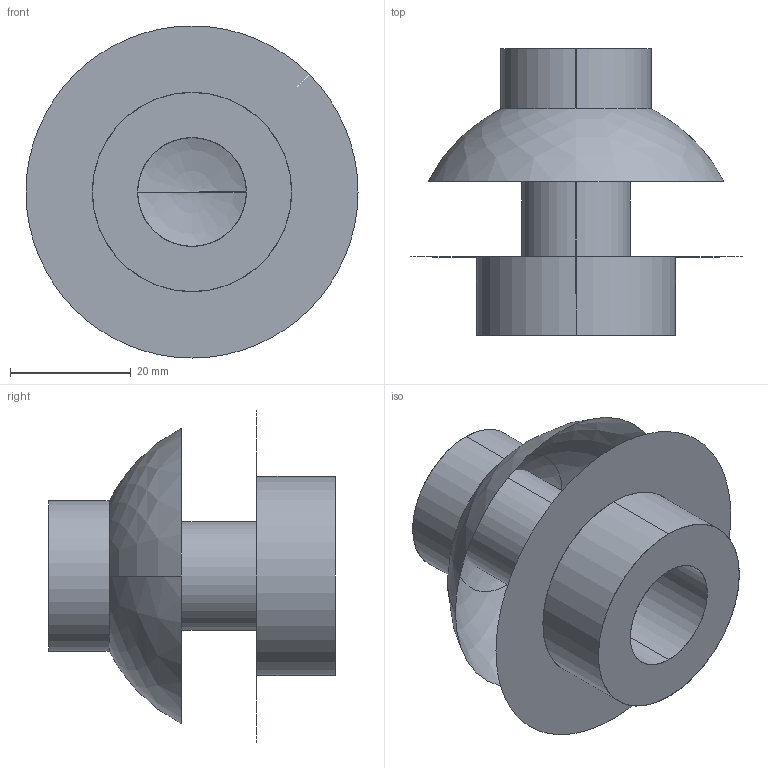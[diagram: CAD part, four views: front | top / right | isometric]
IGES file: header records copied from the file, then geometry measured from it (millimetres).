
Start section: SolidWorks IGES file using analytic representation for surfaces
Global section: file name: pièce_ressort1_igs.IGS; native system: SolidWorks 2020; preprocessor: SolidWorks 2020; author: Nans; date: 201104.080753; units: millimetre
Bounding box: 55 x 47.49 x 55 mm (x, y, z)
Surface area: 9768.5 mm2 (no closed solid volume)
Topology: 0 solids, 0 shells, 11 faces, 324 edges, 324 vertices
Faces by surface type: revolution 8, bspline 3
